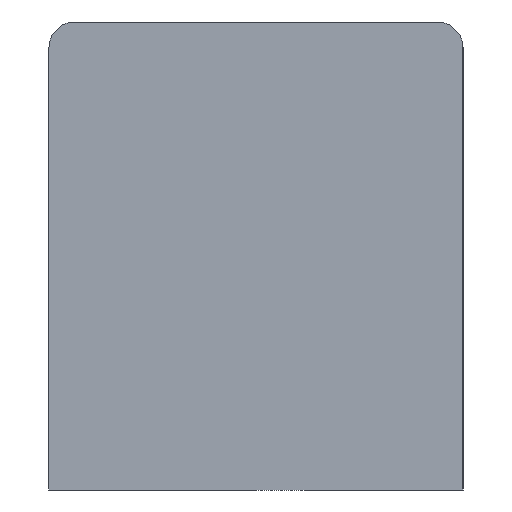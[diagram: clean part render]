
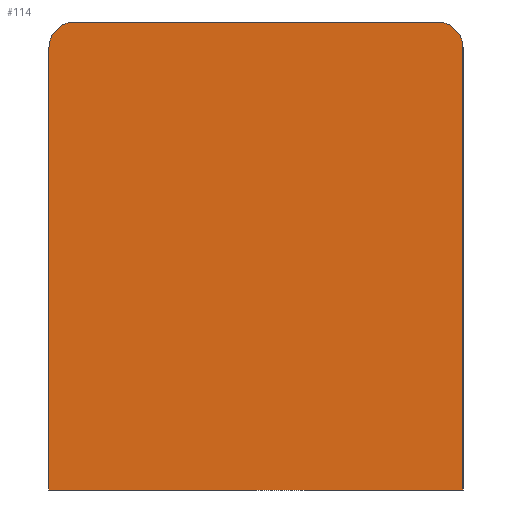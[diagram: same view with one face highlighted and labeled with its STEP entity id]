
A CAD part, left-side view. The second image highlights one B-rep face of the part: STEP entity #114.
In plain terms, the highlighted planar face has unit normal (-1, 0, 0).
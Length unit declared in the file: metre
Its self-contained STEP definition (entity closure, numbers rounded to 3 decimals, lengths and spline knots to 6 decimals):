
#114 = ADVANCED_FACE( '', ( #244 ), #245, .T. );
#244 = FACE_OUTER_BOUND( '', #389, .T. );
#245 = PLANE( '', #390 );
#389 = EDGE_LOOP( '', ( #646, #647, #648, #649, #650, #651 ) );
#390 = AXIS2_PLACEMENT_3D( '', #652, #653, #654 );
#646 = ORIENTED_EDGE( '', *, *, #934, .F. );
#647 = ORIENTED_EDGE( '', *, *, #935, .T. );
#648 = ORIENTED_EDGE( '', *, *, #936, .T. );
#649 = ORIENTED_EDGE( '', *, *, #926, .T. );
#650 = ORIENTED_EDGE( '', *, *, #937, .T. );
#651 = ORIENTED_EDGE( '', *, *, #917, .F. );
#652 = CARTESIAN_POINT( '', ( 0., 0.00805, 0.0182 ) );
#653 = DIRECTION( '', ( -1., 0., 0. ) );
#654 = DIRECTION( '', ( 0., 0., 1. ) );
#917 = EDGE_CURVE( '', #1116, #1118, #1119, .T. );
#926 = EDGE_CURVE( '', #1127, #1131, #1133, .T. );
#934 = EDGE_CURVE( '', #1142, #1116, #1143, .T. );
#935 = EDGE_CURVE( '', #1142, #1144, #1145, .T. );
#936 = EDGE_CURVE( '', #1144, #1127, #1146, .T. );
#937 = EDGE_CURVE( '', #1131, #1118, #1147, .T. );
#1116 = VERTEX_POINT( '', #1383 );
#1118 = VERTEX_POINT( '', #1386 );
#1119 = LINE( '', #1387, #1388 );
#1127 = VERTEX_POINT( '', #1399 );
#1131 = VERTEX_POINT( '', #1404 );
#1133 = CIRCLE( '', #1407, 0.001 );
#1142 = VERTEX_POINT( '', #1419 );
#1143 = LINE( '', #1420, #1421 );
#1144 = VERTEX_POINT( '', #1422 );
#1145 = CIRCLE( '', #1423, 0.001 );
#1146 = LINE( '', #1424, #1425 );
#1147 = LINE( '', #1426, #1427 );
#1383 = CARTESIAN_POINT( '', ( 0., 0., 0. ) );
#1386 = CARTESIAN_POINT( '', ( 0., 0.0161, 0. ) );
#1387 = CARTESIAN_POINT( '', ( 0., 0.00805, 0. ) );
#1388 = VECTOR( '', #1597, 1. );
#1399 = CARTESIAN_POINT( '', ( 0., 0.0151, 0.0182 ) );
#1404 = CARTESIAN_POINT( '', ( 0., 0.0161, 0.0172 ) );
#1407 = AXIS2_PLACEMENT_3D( '', #1606, #1607, #1608 );
#1419 = CARTESIAN_POINT( '', ( 0., 0., 0.0172 ) );
#1420 = CARTESIAN_POINT( '', ( 0., 0., 0.0182 ) );
#1421 = VECTOR( '', #1612, 1. );
#1422 = CARTESIAN_POINT( '', ( 0., 0.001, 0.0182 ) );
#1423 = AXIS2_PLACEMENT_3D( '', #1613, #1614, #1615 );
#1424 = CARTESIAN_POINT( '', ( 0., 0.00805, 0.0182 ) );
#1425 = VECTOR( '', #1616, 1. );
#1426 = CARTESIAN_POINT( '', ( 0., 0.0161, 0.0182 ) );
#1427 = VECTOR( '', #1617, 1. );
#1597 = DIRECTION( '', ( 0., 1., 0. ) );
#1606 = CARTESIAN_POINT( '', ( 0., 0.0151, 0.0172 ) );
#1607 = DIRECTION( '', ( -1., 0., 0. ) );
#1608 = DIRECTION( '', ( 0., 0., 1. ) );
#1612 = DIRECTION( '', ( 0., 0., -1. ) );
#1613 = CARTESIAN_POINT( '', ( 0., 0.001, 0.0172 ) );
#1614 = DIRECTION( '', ( -1., 0., 0. ) );
#1615 = DIRECTION( '', ( 0., 0., 1. ) );
#1616 = DIRECTION( '', ( 0., 1., 0. ) );
#1617 = DIRECTION( '', ( 0., 0., -1. ) );
